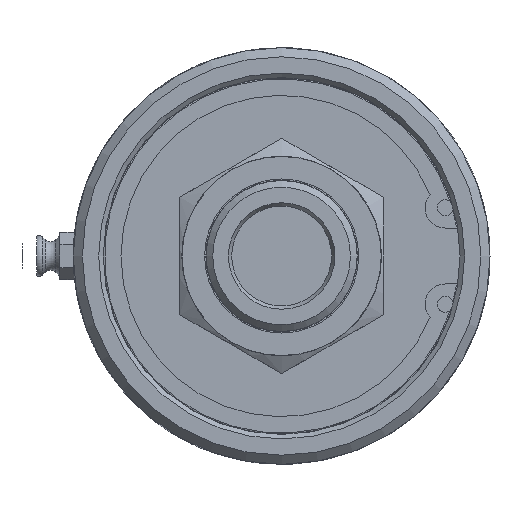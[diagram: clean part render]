
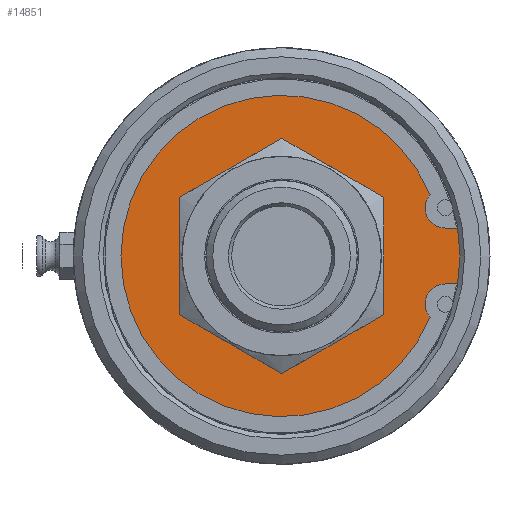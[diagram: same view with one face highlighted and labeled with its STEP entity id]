
A CAD part, left-side view. The second image highlights one B-rep face of the part: STEP entity #14851.
In plain terms, the highlighted planar face has unit normal (-1, 0, 0).
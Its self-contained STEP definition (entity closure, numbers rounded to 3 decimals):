
#140=FACE_BOUND('',#4767,.T.);
#1874=LINE('',#33931,#2781);
#1875=LINE('',#33939,#2782);
#2781=VECTOR('',#17323,10.);
#2782=VECTOR('',#17330,10.);
#3820=FACE_OUTER_BOUND('',#4766,.T.);
#4766=EDGE_LOOP('',(#10769,#10770,#10771,#10772,#10773,#10774));
#4767=EDGE_LOOP('',(#10775));
#5802=CIRCLE('',#15934,17.5);
#5822=CIRCLE('',#15976,3.556);
#5823=CIRCLE('',#15977,28.142);
#5824=CIRCLE('',#15978,3.556);
#5825=CIRCLE('',#15979,33.45);
#6604=VERTEX_POINT('',#33795);
#6637=VERTEX_POINT('',#33929);
#6638=VERTEX_POINT('',#33930);
#6639=VERTEX_POINT('',#33932);
#6640=VERTEX_POINT('',#33934);
#6641=VERTEX_POINT('',#33936);
#6642=VERTEX_POINT('',#33938);
#8203=EDGE_CURVE('',#6604,#6604,#5802,.T.);
#8254=EDGE_CURVE('',#6637,#6638,#1874,.T.);
#8255=EDGE_CURVE('',#6638,#6639,#5822,.T.);
#8256=EDGE_CURVE('',#6639,#6640,#5823,.T.);
#8257=EDGE_CURVE('',#6640,#6641,#5824,.T.);
#8258=EDGE_CURVE('',#6641,#6642,#1875,.T.);
#8259=EDGE_CURVE('',#6642,#6637,#5825,.T.);
#10769=ORIENTED_EDGE('',*,*,#8254,.T.);
#10770=ORIENTED_EDGE('',*,*,#8255,.T.);
#10771=ORIENTED_EDGE('',*,*,#8256,.T.);
#10772=ORIENTED_EDGE('',*,*,#8257,.T.);
#10773=ORIENTED_EDGE('',*,*,#8258,.T.);
#10774=ORIENTED_EDGE('',*,*,#8259,.T.);
#10775=ORIENTED_EDGE('',*,*,#8203,.T.);
#14426=PLANE('',#15975);
#14851=ADVANCED_FACE('',(#3820,#140),#14426,.F.);
#15934=AXIS2_PLACEMENT_3D('',#33796,#17222,#17223);
#15975=AXIS2_PLACEMENT_3D('',#33928,#17321,#17322);
#15976=AXIS2_PLACEMENT_3D('',#33933,#17324,#17325);
#15977=AXIS2_PLACEMENT_3D('',#33935,#17326,#17327);
#15978=AXIS2_PLACEMENT_3D('',#33937,#17328,#17329);
#15979=AXIS2_PLACEMENT_3D('',#33940,#17331,#17332);
#17222=DIRECTION('center_axis',(1.,0.,0.));
#17223=DIRECTION('ref_axis',(0.,1.,0.));
#17321=DIRECTION('center_axis',(1.,0.,0.));
#17322=DIRECTION('ref_axis',(0.,0.,-1.));
#17323=DIRECTION('',(0.,1.,0.));
#17324=DIRECTION('center_axis',(1.,0.,0.));
#17325=DIRECTION('ref_axis',(0.,0.754,0.657));
#17326=DIRECTION('center_axis',(-1.,0.,0.));
#17327=DIRECTION('ref_axis',(0.,0.924,-0.384));
#17328=DIRECTION('center_axis',(1.,0.,0.));
#17329=DIRECTION('ref_axis',(0.,0.,1.));
#17330=DIRECTION('',(0.,-1.,0.));
#17331=DIRECTION('center_axis',(-1.,0.,0.));
#17332=DIRECTION('ref_axis',(0.,1.,0.));
#33795=CARTESIAN_POINT('',(4.775,-17.5,0.));
#33796=CARTESIAN_POINT('Origin',(4.775,0.,0.));
#33928=CARTESIAN_POINT('Origin',(4.775,24.275,0.));
#33929=CARTESIAN_POINT('',(4.775,-33.089,4.902));
#33930=CARTESIAN_POINT('',(4.775,-28.672,4.902));
#33931=CARTESIAN_POINT('',(4.775,-2.199,4.902));
#33932=CARTESIAN_POINT('',(4.775,-25.99,10.793));
#33933=CARTESIAN_POINT('Origin',(4.775,-28.672,8.458));
#33934=CARTESIAN_POINT('',(4.775,-25.99,-10.793));
#33935=CARTESIAN_POINT('Origin',(4.775,0.,0.));
#33936=CARTESIAN_POINT('',(4.775,-28.672,-4.902));
#33937=CARTESIAN_POINT('Origin',(4.775,-28.672,-8.458));
#33938=CARTESIAN_POINT('',(4.775,-33.089,-4.902));
#33939=CARTESIAN_POINT('',(4.775,-4.407,-4.902));
#33940=CARTESIAN_POINT('Origin',(4.775,0.,0.));
